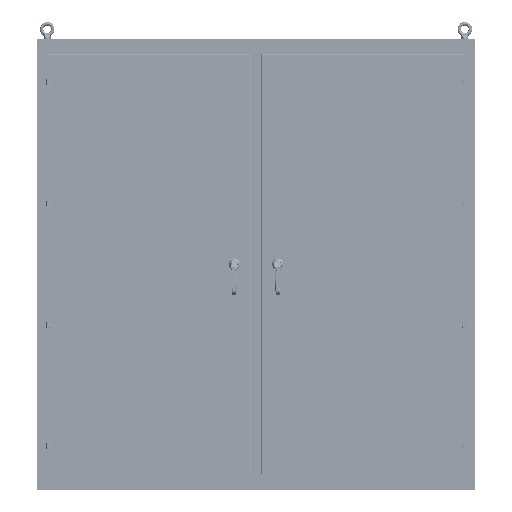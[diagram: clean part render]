
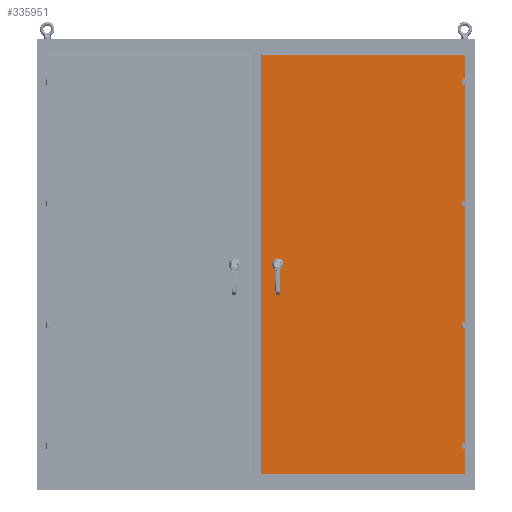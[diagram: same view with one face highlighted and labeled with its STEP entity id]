
A CAD part, top view. The second image highlights one B-rep face of the part: STEP entity #335951.
In plain terms, the highlighted planar face has unit normal (0, 0, 1).
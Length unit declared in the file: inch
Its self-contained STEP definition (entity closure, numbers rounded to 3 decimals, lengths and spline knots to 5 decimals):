
#3479 = EDGE_CURVE ( 'NONE', #235015, #235015, #301499, .T. ) ;
#9646 = CARTESIAN_POINT ( 'NONE',  ( 1.0375, 0., 13.058 ) ) ;
#17508 = AXIS2_PLACEMENT_3D ( 'NONE', #282069, #251904, #374506 ) ;
#18982 = AXIS2_PLACEMENT_3D ( 'NONE', #178258, #272716, #357280 ) ;
#36495 = CARTESIAN_POINT ( 'NONE',  ( 37.0249, -37.15, 13.058 ) ) ;
#44565 = EDGE_CURVE ( 'NONE', #349086, #233786, #75930, .T. ) ;
#49065 = EDGE_LOOP ( 'NONE', ( #197702 ) ) ;
#62227 = CARTESIAN_POINT ( 'NONE',  ( 1.0375, -37.15, 13.058 ) ) ;
#68522 = CARTESIAN_POINT ( 'NONE',  ( 1.0375, 37.15, 13.058 ) ) ;
#75930 = LINE ( 'NONE', #9646, #363773 ) ;
#81588 = LINE ( 'NONE', #266580, #322130 ) ;
#87228 = ORIENTED_EDGE ( 'NONE', *, *, #217179, .F. ) ;
#109442 = ORIENTED_EDGE ( 'NONE', *, *, #44565, .F. ) ;
#121718 = CARTESIAN_POINT ( 'NONE',  ( 37.0249, 0., 13.058 ) ) ;
#127239 = FACE_OUTER_BOUND ( 'NONE', #247273, .T. ) ;
#147328 = VECTOR ( 'NONE', #390787, 39.37008 ) ;
#178258 = CARTESIAN_POINT ( 'NONE',  ( 3.84616, 0., 13.058 ) ) ;
#183345 = VERTEX_POINT ( 'NONE', #345176 ) ;
#197702 = ORIENTED_EDGE ( 'NONE', *, *, #3479, .F. ) ;
#217179 = EDGE_CURVE ( 'NONE', #233786, #183345, #247414, .T. ) ;
#219751 = FACE_BOUND ( 'NONE', #49065, .T. ) ;
#233786 = VERTEX_POINT ( 'NONE', #68522 ) ;
#235015 = VERTEX_POINT ( 'NONE', #391812 ) ;
#247273 = EDGE_LOOP ( 'NONE', ( #87228, #109442, #330528, #308652 ) ) ;
#247414 = LINE ( 'NONE', #268109, #147328 ) ;
#251904 = DIRECTION ( 'NONE',  ( 0., 0., -1. ) ) ;
#262062 = EDGE_CURVE ( 'NONE', #303851, #349086, #81588, .T. ) ;
#266580 = CARTESIAN_POINT ( 'NONE',  ( 19.0312, -37.15, 13.058 ) ) ;
#268109 = CARTESIAN_POINT ( 'NONE',  ( 19.0312, 37.15, 13.058 ) ) ;
#272716 = DIRECTION ( 'NONE',  ( 0., 0., 1. ) ) ;
#278158 = EDGE_CURVE ( 'NONE', #183345, #303851, #397300, .T. ) ;
#282069 = CARTESIAN_POINT ( 'NONE',  ( 19.0312, 0., 13.058 ) ) ;
#301499 = CIRCLE ( 'NONE', #18982, 0.43307 ) ;
#303851 = VERTEX_POINT ( 'NONE', #36495 ) ;
#308652 = ORIENTED_EDGE ( 'NONE', *, *, #278158, .F. ) ;
#322130 = VECTOR ( 'NONE', #328880, 39.37008 ) ;
#328880 = DIRECTION ( 'NONE',  ( -1., 0., 0. ) ) ;
#330528 = ORIENTED_EDGE ( 'NONE', *, *, #262062, .F. ) ;
#335951 = ADVANCED_FACE ( 'NONE', ( #127239, #219751 ), #342400, .F. ) ;
#342400 = PLANE ( 'NONE',  #17508 ) ;
#345176 = CARTESIAN_POINT ( 'NONE',  ( 37.0249, 37.15, 13.058 ) ) ;
#349086 = VERTEX_POINT ( 'NONE', #62227 ) ;
#357280 = DIRECTION ( 'NONE',  ( 1., 0., 0. ) ) ;
#363773 = VECTOR ( 'NONE', #381635, 39.37008 ) ;
#367043 = DIRECTION ( 'NONE',  ( 0., -1., 0. ) ) ;
#374506 = DIRECTION ( 'NONE',  ( -1., 0., 0. ) ) ;
#376269 = VECTOR ( 'NONE', #367043, 39.37008 ) ;
#381635 = DIRECTION ( 'NONE',  ( 0., 1., 0. ) ) ;
#390787 = DIRECTION ( 'NONE',  ( 1., 0., 0. ) ) ;
#391812 = CARTESIAN_POINT ( 'NONE',  ( 4.27923, 0., 13.058 ) ) ;
#397300 = LINE ( 'NONE', #121718, #376269 ) ;
